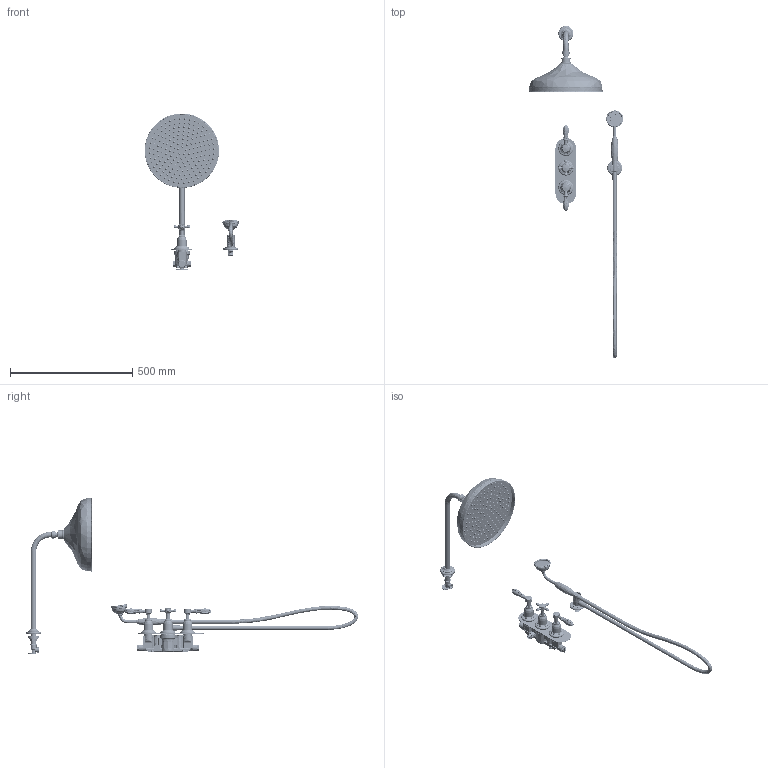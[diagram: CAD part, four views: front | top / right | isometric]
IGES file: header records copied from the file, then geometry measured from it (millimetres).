
Global section: file name: V2B2-XGC-V912; native system: Autodesk Inventor 2018; preprocessor: unknown; author: rclarke; date: 20190708.102248; units: millimetre
Bounding box: 387.03 x 1358.57 x 641.79 mm (x, y, z)
Volume: 5030913.9 mm3; surface area: 851669.8 mm2
Topology: 104 solids, 120 shells, 4603 faces, 11640 edges, 7833 vertices
Faces by surface type: bspline 4603
